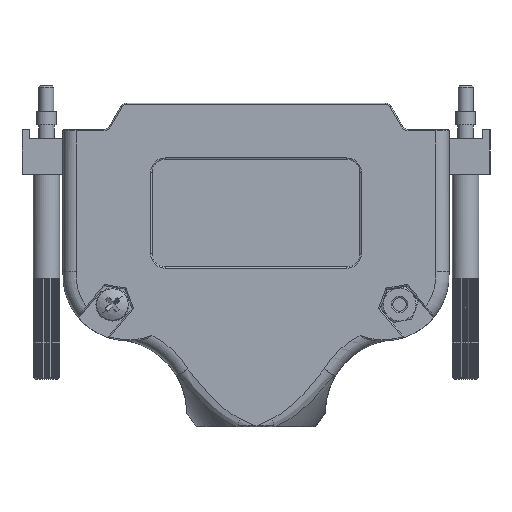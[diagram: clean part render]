
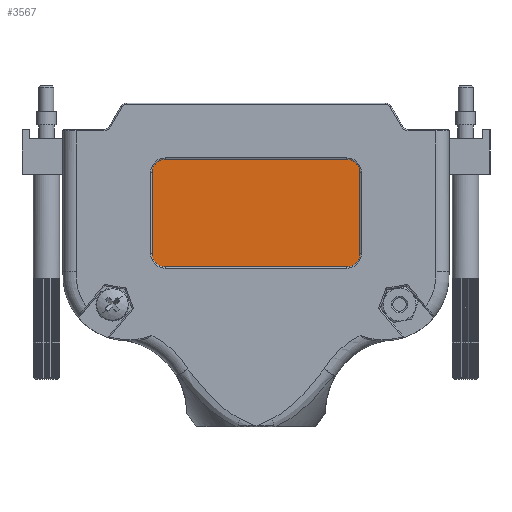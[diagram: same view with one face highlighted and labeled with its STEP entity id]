
A CAD part, front view. The second image highlights one B-rep face of the part: STEP entity #3567.
In plain terms, the highlighted planar face has unit normal (0, -1, 0).
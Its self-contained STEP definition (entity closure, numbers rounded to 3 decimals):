
#570 = DIRECTION ( 'NONE',  ( 0., 0., -1. ) ) ;
#595 = CARTESIAN_POINT ( 'NONE',  ( -15.75, 0.35, -8.5 ) ) ;
#616 = DIRECTION ( 'NONE',  ( 0., -1., 0. ) ) ;
#650 = CARTESIAN_POINT ( 'NONE',  ( -15.75, 0.35, -10.5 ) ) ;
#709 = DIRECTION ( 'NONE',  ( 0., 0., -1. ) ) ;
#747 = EDGE_LOOP ( 'NONE', ( #8072, #2408, #2080, #10282, #7928, #4477, #9693, #10187 ) ) ;
#942 = LINE ( 'NONE', #595, #5707 ) ;
#1075 = CARTESIAN_POINT ( 'NONE',  ( 15.75, 0.35, -8.5 ) ) ;
#1256 = CARTESIAN_POINT ( 'NONE',  ( 13.75, 0.35, -8.5 ) ) ;
#1269 = AXIS2_PLACEMENT_3D ( 'NONE', #12100, #6412, #709 ) ;
#1395 = VERTEX_POINT ( 'NONE', #4583 ) ;
#1418 = VECTOR ( 'NONE', #3287, 1000. ) ;
#1547 = CIRCLE ( 'NONE', #1269, 2. ) ;
#1653 = CARTESIAN_POINT ( 'NONE',  ( 0., 0.35, 0. ) ) ;
#1709 = LINE ( 'NONE', #5166, #1418 ) ;
#1806 = EDGE_CURVE ( 'NONE', #9214, #7897, #11971, .T. ) ;
#2064 = VERTEX_POINT ( 'NONE', #2305 ) ;
#2080 = ORIENTED_EDGE ( 'NONE', *, *, #8255, .T. ) ;
#2305 = CARTESIAN_POINT ( 'NONE',  ( -13.75, 0.35, -24.8 ) ) ;
#2408 = ORIENTED_EDGE ( 'NONE', *, *, #1806, .T. ) ;
#2990 = DIRECTION ( 'NONE',  ( 0., 0., 1. ) ) ;
#3287 = DIRECTION ( 'NONE',  ( 1., 0., 0. ) ) ;
#3513 = VERTEX_POINT ( 'NONE', #650 ) ;
#3567 = ADVANCED_FACE ( 'NONE', ( #6820 ), #10259, .T. ) ;
#3594 = CIRCLE ( 'NONE', #5792, 2. ) ;
#4210 = AXIS2_PLACEMENT_3D ( 'NONE', #1653, #5513, #12173 ) ;
#4447 = VERTEX_POINT ( 'NONE', #6342 ) ;
#4468 = AXIS2_PLACEMENT_3D ( 'NONE', #10500, #4783, #11449 ) ;
#4477 = ORIENTED_EDGE ( 'NONE', *, *, #12172, .T. ) ;
#4583 = CARTESIAN_POINT ( 'NONE',  ( 15.75, 0.35, -22.8 ) ) ;
#4783 = DIRECTION ( 'NONE',  ( 0., -1., 0. ) ) ;
#5121 = CARTESIAN_POINT ( 'NONE',  ( -15.75, 0.35, -8.5 ) ) ;
#5148 = LINE ( 'NONE', #5121, #9920 ) ;
#5166 = CARTESIAN_POINT ( 'NONE',  ( -15.75, 0.35, -24.8 ) ) ;
#5375 = CARTESIAN_POINT ( 'NONE',  ( 13.75, 0.35, -24.8 ) ) ;
#5513 = DIRECTION ( 'NONE',  ( 0., -1., 0. ) ) ;
#5623 = CIRCLE ( 'NONE', #7180, 2. ) ;
#5707 = VECTOR ( 'NONE', #6292, 1000. ) ;
#5792 = AXIS2_PLACEMENT_3D ( 'NONE', #11963, #6262, #570 ) ;
#5795 = CARTESIAN_POINT ( 'NONE',  ( 15.75, 0.35, -10.5 ) ) ;
#6068 = EDGE_CURVE ( 'NONE', #3513, #4447, #942, .T. ) ;
#6075 = VERTEX_POINT ( 'NONE', #5375 ) ;
#6262 = DIRECTION ( 'NONE',  ( 0., -1., 0. ) ) ;
#6292 = DIRECTION ( 'NONE',  ( 0., 0., -1. ) ) ;
#6318 = CARTESIAN_POINT ( 'NONE',  ( -13.75, 0.35, -10.5 ) ) ;
#6342 = CARTESIAN_POINT ( 'NONE',  ( -15.75, 0.35, -22.8 ) ) ;
#6412 = DIRECTION ( 'NONE',  ( 0., -1., 0. ) ) ;
#6461 = EDGE_CURVE ( 'NONE', #6075, #1395, #1547, .T. ) ;
#6820 = FACE_OUTER_BOUND ( 'NONE', #747, .T. ) ;
#6933 = LINE ( 'NONE', #1075, #11699 ) ;
#7083 = EDGE_CURVE ( 'NONE', #7413, #3513, #5623, .T. ) ;
#7180 = AXIS2_PLACEMENT_3D ( 'NONE', #6318, #616, #7288 ) ;
#7288 = DIRECTION ( 'NONE',  ( 0., 0., -1. ) ) ;
#7413 = VERTEX_POINT ( 'NONE', #10709 ) ;
#7897 = VERTEX_POINT ( 'NONE', #1256 ) ;
#7928 = ORIENTED_EDGE ( 'NONE', *, *, #6068, .T. ) ;
#8072 = ORIENTED_EDGE ( 'NONE', *, *, #9525, .T. ) ;
#8255 = EDGE_CURVE ( 'NONE', #7897, #7413, #5148, .T. ) ;
#9214 = VERTEX_POINT ( 'NONE', #5795 ) ;
#9525 = EDGE_CURVE ( 'NONE', #1395, #9214, #6933, .T. ) ;
#9693 = ORIENTED_EDGE ( 'NONE', *, *, #9712, .T. ) ;
#9712 = EDGE_CURVE ( 'NONE', #2064, #6075, #1709, .T. ) ;
#9920 = VECTOR ( 'NONE', #11787, 1000. ) ;
#10187 = ORIENTED_EDGE ( 'NONE', *, *, #6461, .T. ) ;
#10259 = PLANE ( 'NONE',  #4210 ) ;
#10282 = ORIENTED_EDGE ( 'NONE', *, *, #7083, .T. ) ;
#10500 = CARTESIAN_POINT ( 'NONE',  ( 13.75, 0.35, -10.5 ) ) ;
#10709 = CARTESIAN_POINT ( 'NONE',  ( -13.75, 0.35, -8.5 ) ) ;
#11449 = DIRECTION ( 'NONE',  ( 0., 0., -1. ) ) ;
#11699 = VECTOR ( 'NONE', #2990, 1000. ) ;
#11787 = DIRECTION ( 'NONE',  ( -1., 0., 0. ) ) ;
#11963 = CARTESIAN_POINT ( 'NONE',  ( -13.75, 0.35, -22.8 ) ) ;
#11971 = CIRCLE ( 'NONE', #4468, 2. ) ;
#12100 = CARTESIAN_POINT ( 'NONE',  ( 13.75, 0.35, -22.8 ) ) ;
#12172 = EDGE_CURVE ( 'NONE', #4447, #2064, #3594, .T. ) ;
#12173 = DIRECTION ( 'NONE',  ( 0., 0., -1. ) ) ;
